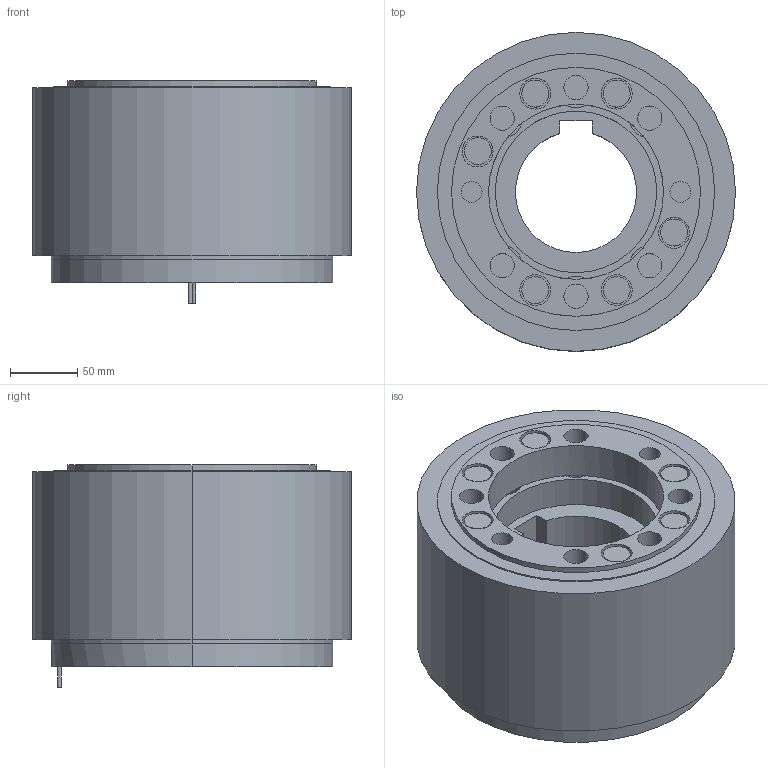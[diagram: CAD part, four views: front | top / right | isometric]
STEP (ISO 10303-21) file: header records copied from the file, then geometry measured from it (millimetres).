
FILE_DESCRIPTION (( 'STEP AP203' ), '1' );
FILE_NAME ('MZ250.STEP', '2016-01-22T01:00:52', ( '新井重治' ), ( '小倉クラッチ' ), 'SwSTEP 2.0', 'SolidWorks 2009', '' );
FILE_SCHEMA (( 'CONFIG_CONTROL_DESIGN' ));
Length unit declared in the file: millimetre
Products named in the file (1): MZ250
Bounding box: 237 x 237 x 165 mm (x, y, z)
Volume: 4764664.3 mm3; surface area: 489898 mm2
Topology: 4 solids, 11 shells, 190 faces, 406 edges, 260 vertices
Faces by surface type: cylinder 118, plane 64, cone 8
Entity records: 5289 total; most frequent: DIRECTION 1042, CARTESIAN_POINT 849, ORIENTED_EDGE 796, AXIS2_PLACEMENT_3D 453, EDGE_CURVE 398, CIRCLE 262, VERTEX_POINT 260, EDGE_LOOP 238
